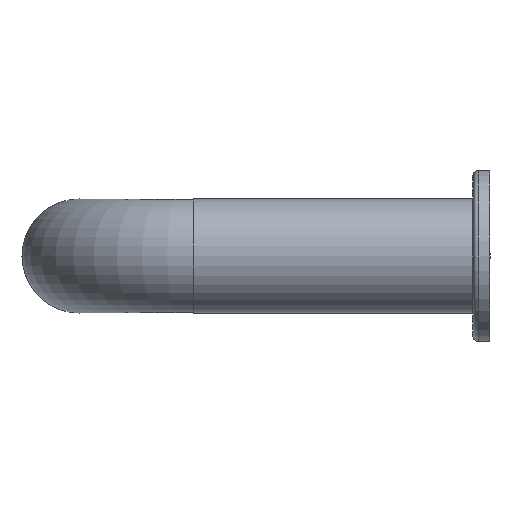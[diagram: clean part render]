
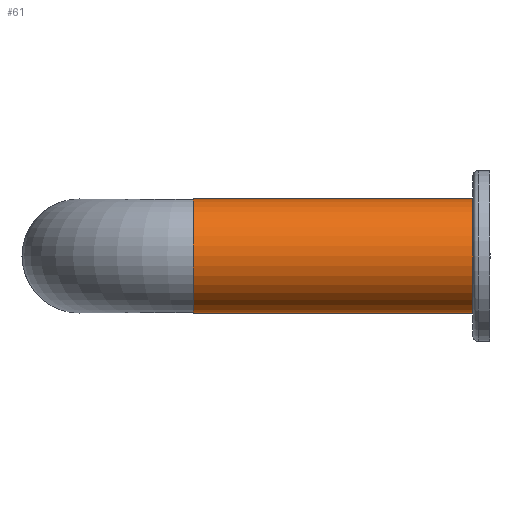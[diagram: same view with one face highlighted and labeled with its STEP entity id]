
A CAD part, left-side view. The second image highlights one B-rep face of the part: STEP entity #61.
In plain terms, the highlighted cylindrical face has radius 5 mm (diameter 10 mm), a full revolution.
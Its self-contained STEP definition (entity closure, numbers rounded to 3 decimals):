
#61 = ADVANCED_FACE( '', ( #140, #141 ), #142, .T. );
#140 = FACE_OUTER_BOUND( '', #247, .T. );
#141 = FACE_OUTER_BOUND( '', #248, .T. );
#142 = CYLINDRICAL_SURFACE( '', #249, 5. );
#247 = EDGE_LOOP( '', ( #360 ) );
#248 = EDGE_LOOP( '', ( #361 ) );
#249 = AXIS2_PLACEMENT_3D( '', #362, #363, #364 );
#360 = ORIENTED_EDGE( '', *, *, #490, .F. );
#361 = ORIENTED_EDGE( '', *, *, #487, .T. );
#362 = CARTESIAN_POINT( '', ( 5., 0., 0. ) );
#363 = DIRECTION( '', ( 0., 1., 0. ) );
#364 = DIRECTION( '', ( 0., 0., -1. ) );
#487 = EDGE_CURVE( '', #546, #546, #547, .T. );
#490 = EDGE_CURVE( '', #551, #551, #552, .T. );
#546 = VERTEX_POINT( '', #619 );
#547 = CIRCLE( '', #620, 5. );
#551 = VERTEX_POINT( '', #624 );
#552 = CIRCLE( '', #625, 5. );
#619 = CARTESIAN_POINT( '', ( 5., 26., -5. ) );
#620 = AXIS2_PLACEMENT_3D( '', #694, #695, #696 );
#624 = CARTESIAN_POINT( '', ( 5., 1.5, -5. ) );
#625 = AXIS2_PLACEMENT_3D( '', #700, #701, #702 );
#694 = CARTESIAN_POINT( '', ( 5., 26., 0. ) );
#695 = DIRECTION( '', ( 0., -1., 0. ) );
#696 = DIRECTION( '', ( 0., 0., -1. ) );
#700 = CARTESIAN_POINT( '', ( 5., 1.5, 0. ) );
#701 = DIRECTION( '', ( 0., -1., 0. ) );
#702 = DIRECTION( '', ( 0., 0., -1. ) );
